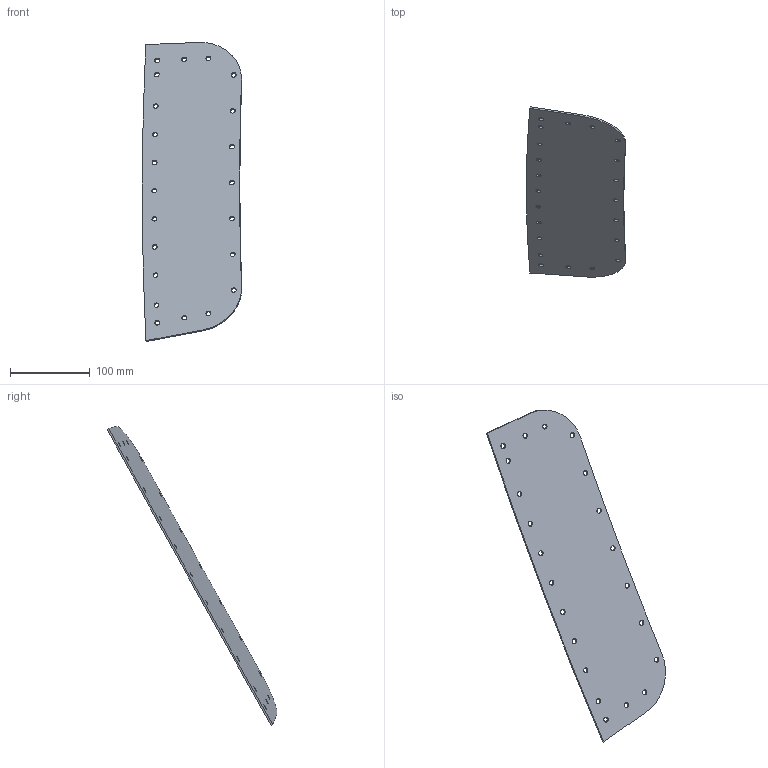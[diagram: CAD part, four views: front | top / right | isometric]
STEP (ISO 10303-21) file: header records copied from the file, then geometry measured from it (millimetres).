
FILE_DESCRIPTION (( 'STEP AP214' ), '1' );
FILE_NAME ('21012 flat.STEP', '2014-03-21T03:18:46', ( 'DAO' ), ( '' ), 'SwSTEP 2.0', 'SolidWorks 2014', '' );
FILE_SCHEMA (( 'AUTOMOTIVE_DESIGN' ));
Length unit declared in the file: inch
Products named in the file (1): 21012 flat
Bounding box: 125.14 x 213.68 x 376.2 mm (x, y, z)
Volume: 113283.3 mm3; surface area: 102475.5 mm2
Topology: 1 solids, 1 shells, 54 faces, 156 edges, 104 vertices
Faces by surface type: cylinder 50, plane 4
Entity records: 1968 total; most frequent: DIRECTION 366, CARTESIAN_POINT 315, ORIENTED_EDGE 312, EDGE_CURVE 156, AXIS2_PLACEMENT_3D 155, VERTEX_POINT 104, CIRCLE 100, EDGE_LOOP 98
